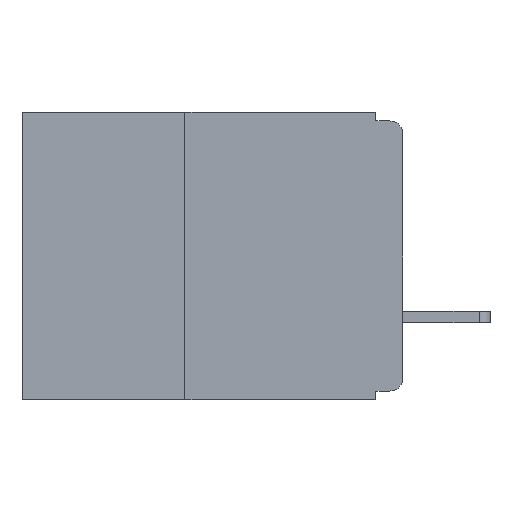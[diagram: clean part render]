
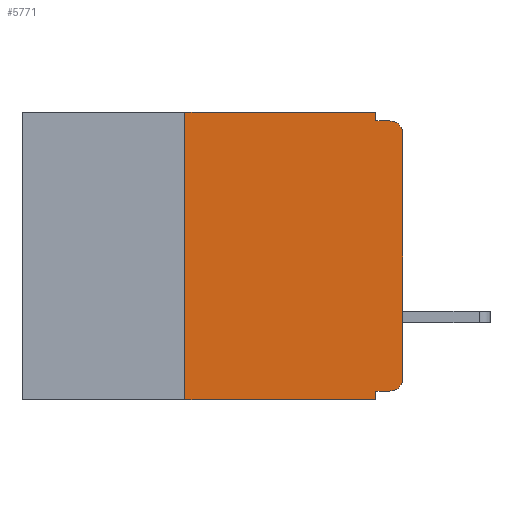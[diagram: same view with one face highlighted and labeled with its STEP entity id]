
A CAD part, left-side view. The second image highlights one B-rep face of the part: STEP entity #5771.
In plain terms, the highlighted planar face has unit normal (-1, 0, 0).
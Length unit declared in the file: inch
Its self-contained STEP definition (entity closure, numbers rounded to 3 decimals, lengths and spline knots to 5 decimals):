
#180 = ORIENTED_EDGE ( 'NONE', *, *, #6188, .F. ) ;
#498 = VECTOR ( 'NONE', #13074, 39.37008 ) ;
#719 = ORIENTED_EDGE ( 'NONE', *, *, #6515, .T. ) ;
#823 = DIRECTION ( 'NONE',  ( 0., 1., 0. ) ) ;
#981 = CARTESIAN_POINT ( 'NONE',  ( 0., 0., -0.32 ) ) ;
#1269 = CARTESIAN_POINT ( 'NONE',  ( 0., 0.015, -0.01 ) ) ;
#1480 = VERTEX_POINT ( 'NONE', #13676 ) ;
#1820 = CARTESIAN_POINT ( 'NONE',  ( 0., 0., -0.305 ) ) ;
#2106 = AXIS2_PLACEMENT_3D ( 'NONE', #11947, #11595, #11703 ) ;
#2613 = EDGE_CURVE ( 'NONE', #13250, #1480, #2623, .T. ) ;
#2623 = LINE ( 'NONE', #13025, #11574 ) ;
#2858 = CARTESIAN_POINT ( 'NONE',  ( 0., 0.031, -0.01 ) ) ;
#3548 = ORIENTED_EDGE ( 'NONE', *, *, #2613, .F. ) ;
#4089 = DIRECTION ( 'NONE',  ( 0., 0., -1. ) ) ;
#4192 = CIRCLE ( 'NONE', #14026, 0.015 ) ;
#4254 = CARTESIAN_POINT ( 'NONE',  ( 0., 0.031, -0.33 ) ) ;
#4496 = VECTOR ( 'NONE', #4089, 39.37008 ) ;
#4556 = CARTESIAN_POINT ( 'NONE',  ( 0., 0.437, -0.33 ) ) ;
#4571 = DIRECTION ( 'NONE',  ( 0., -1., 0. ) ) ;
#4892 = LINE ( 'NONE', #4254, #4496 ) ;
#5298 = VECTOR ( 'NONE', #4571, 39.37008 ) ;
#5306 = ORIENTED_EDGE ( 'NONE', *, *, #5940, .F. ) ;
#5595 = DIRECTION ( 'NONE',  ( 0., 0., 1. ) ) ;
#5652 = VERTEX_POINT ( 'NONE', #14486 ) ;
#5676 = EDGE_CURVE ( 'NONE', #11137, #7039, #10375, .T. ) ;
#5748 = CARTESIAN_POINT ( 'NONE',  ( 0., 0.25, -0.33 ) ) ;
#5771 = ADVANCED_FACE ( 'NONE', ( #9227 ), #11747, .F. ) ;
#5940 = EDGE_CURVE ( 'NONE', #7672, #14313, #6584, .T. ) ;
#6188 = EDGE_CURVE ( 'NONE', #5652, #9953, #14212, .T. ) ;
#6515 = EDGE_CURVE ( 'NONE', #7039, #14313, #12083, .T. ) ;
#6580 = EDGE_CURVE ( 'NONE', #5652, #11137, #4192, .T. ) ;
#6584 = LINE ( 'NONE', #7564, #15361 ) ;
#6830 = ORIENTED_EDGE ( 'NONE', *, *, #9016, .F. ) ;
#7039 = VERTEX_POINT ( 'NONE', #8799 ) ;
#7216 = ORIENTED_EDGE ( 'NONE', *, *, #9148, .T. ) ;
#7403 = CARTESIAN_POINT ( 'NONE',  ( 0., 0.031, 0. ) ) ;
#7434 = DIRECTION ( 'NONE',  ( 0., -1., 0. ) ) ;
#7564 = CARTESIAN_POINT ( 'NONE',  ( 0., 0., -0.01 ) ) ;
#7581 = DIRECTION ( 'NONE',  ( 0., 0., -1. ) ) ;
#7672 = VERTEX_POINT ( 'NONE', #2858 ) ;
#8022 = VERTEX_POINT ( 'NONE', #14926 ) ;
#8799 = CARTESIAN_POINT ( 'NONE',  ( 0., 0., -0.025 ) ) ;
#8866 = EDGE_CURVE ( 'NONE', #1480, #7672, #15077, .T. ) ;
#9016 = EDGE_CURVE ( 'NONE', #8022, #13250, #14098, .T. ) ;
#9102 = VECTOR ( 'NONE', #7581, 39.37008 ) ;
#9110 = ORIENTED_EDGE ( 'NONE', *, *, #9237, .F. ) ;
#9135 = ORIENTED_EDGE ( 'NONE', *, *, #6580, .T. ) ;
#9148 = EDGE_CURVE ( 'NONE', #8022, #13997, #11665, .T. ) ;
#9227 = FACE_OUTER_BOUND ( 'NONE', #11590, .T. ) ;
#9237 = EDGE_CURVE ( 'NONE', #9953, #13997, #4892, .T. ) ;
#9852 = ORIENTED_EDGE ( 'NONE', *, *, #5676, .T. ) ;
#9953 = VERTEX_POINT ( 'NONE', #11428 ) ;
#10274 = AXIS2_PLACEMENT_3D ( 'NONE', #12916, #12882, #12868 ) ;
#10375 = LINE ( 'NONE', #13234, #498 ) ;
#11137 = VERTEX_POINT ( 'NONE', #1820 ) ;
#11428 = CARTESIAN_POINT ( 'NONE',  ( 0., 0.031, -0.32 ) ) ;
#11574 = VECTOR ( 'NONE', #13094, 39.37008 ) ;
#11590 = EDGE_LOOP ( 'NONE', ( #9852, #719, #5306, #12029, #3548, #6830, #7216, #9110, #180, #9135 ) ) ;
#11595 = DIRECTION ( 'NONE',  ( 1., 0., 0. ) ) ;
#11665 = LINE ( 'NONE', #4556, #5298 ) ;
#11703 = DIRECTION ( 'NONE',  ( 0., 0., -1. ) ) ;
#11747 = PLANE ( 'NONE',  #2106 ) ;
#11947 = CARTESIAN_POINT ( 'NONE',  ( 0., 0.437, 0. ) ) ;
#12029 = ORIENTED_EDGE ( 'NONE', *, *, #8866, .F. ) ;
#12083 = CIRCLE ( 'NONE', #10274, 0.015 ) ;
#12353 = DIRECTION ( 'NONE',  ( 0., 0., -1. ) ) ;
#12358 = DIRECTION ( 'NONE',  ( -1., 0., 0. ) ) ;
#12369 = CARTESIAN_POINT ( 'NONE',  ( 0., 0.015, -0.305 ) ) ;
#12868 = DIRECTION ( 'NONE',  ( 0., 0., -1. ) ) ;
#12882 = DIRECTION ( 'NONE',  ( -1., 0., 0. ) ) ;
#12916 = CARTESIAN_POINT ( 'NONE',  ( 0., 0.015, -0.025 ) ) ;
#13025 = CARTESIAN_POINT ( 'NONE',  ( 0., 0.437, 0. ) ) ;
#13074 = DIRECTION ( 'NONE',  ( 0., 0., 1. ) ) ;
#13094 = DIRECTION ( 'NONE',  ( 0., -1., 0. ) ) ;
#13234 = CARTESIAN_POINT ( 'NONE',  ( 0., 0., 0. ) ) ;
#13250 = VERTEX_POINT ( 'NONE', #14536 ) ;
#13676 = CARTESIAN_POINT ( 'NONE',  ( 0., 0.031, 0. ) ) ;
#13768 = VECTOR ( 'NONE', #5595, 39.37008 ) ;
#13871 = VECTOR ( 'NONE', #823, 39.37008 ) ;
#13997 = VERTEX_POINT ( 'NONE', #14385 ) ;
#14026 = AXIS2_PLACEMENT_3D ( 'NONE', #12369, #12358, #12353 ) ;
#14098 = LINE ( 'NONE', #5748, #13768 ) ;
#14212 = LINE ( 'NONE', #981, #13871 ) ;
#14313 = VERTEX_POINT ( 'NONE', #1269 ) ;
#14385 = CARTESIAN_POINT ( 'NONE',  ( 0., 0.031, -0.33 ) ) ;
#14486 = CARTESIAN_POINT ( 'NONE',  ( 0., 0.015, -0.32 ) ) ;
#14536 = CARTESIAN_POINT ( 'NONE',  ( 0., 0.25, 0. ) ) ;
#14926 = CARTESIAN_POINT ( 'NONE',  ( 0., 0.25, -0.33 ) ) ;
#15077 = LINE ( 'NONE', #7403, #9102 ) ;
#15361 = VECTOR ( 'NONE', #7434, 39.37008 ) ;
